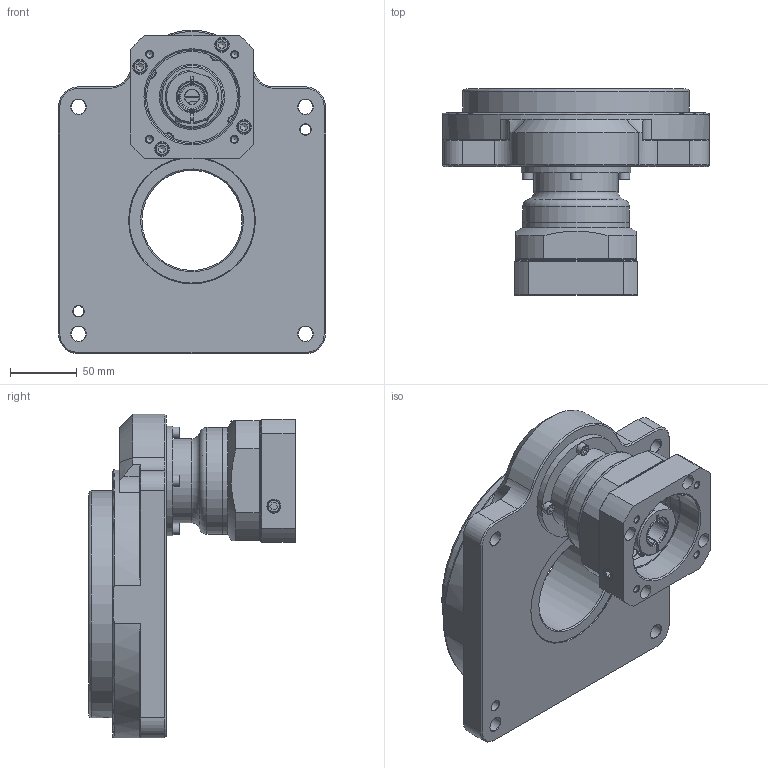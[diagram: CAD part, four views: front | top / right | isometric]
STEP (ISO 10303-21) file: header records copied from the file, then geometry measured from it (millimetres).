
FILE_DESCRIPTION((''),'2;1');
FILE_NAME('KGT-200C-2.stp','2015-09-18T14:30:07',('young'),(''),'Autodesk Inventor 2012','Autodesk Inventor 2012','');
FILE_SCHEMA(('CONFIG_CONTROL_DESIGN'));
Length unit declared in the file: millimetre
Products named in the file (1): KGT-200C-2
Bounding box: 200 x 154.5 x 242.5 mm (x, y, z)
Volume: 1341375.2 mm3; surface area: 368411.7 mm2
Topology: 26 solids, 26 shells, 759 faces, 1746 edges, 1089 vertices
Faces by surface type: plane 341, cylinder 194, cone 185, torus 31, bspline 8
Full cylindrical faces by diameter (mm): 2.459 x4, 4.2 x15, 5 x23, 5.5 x9, 6 x4, 6.8 x4, 8 x4, 8.433 x2, 8.5 x9, 9.5 x2, 10 x4, 11 x9, 19.2 x1, 23.5 x1, 24.8 x1, 25 x1, 26 x1, 29 x1, 33 x1, 35 x3, 56 x1, 59.687 x2, 62 x2, 63 x1, 65.8 x1, 68 x1, 70 x1, 75 x1, 78 x1, 79.403 x1
Entity records: 19787 total; most frequent: CARTESIAN_POINT 3762, DIRECTION 3487, ORIENTED_EDGE 2748, AXIS2_PLACEMENT_3D 1457, EDGE_CURVE 1374, EDGE_LOOP 1163, VERTEX_POINT 1003, FACE_OUTER_BOUND 759
